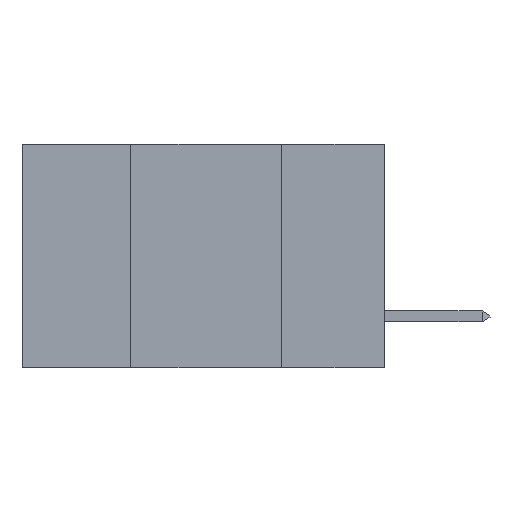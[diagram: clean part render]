
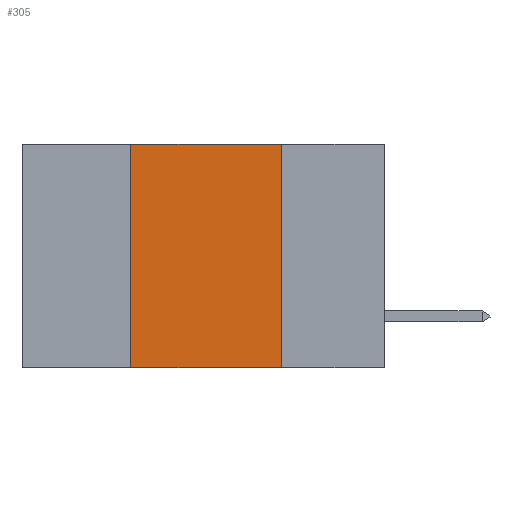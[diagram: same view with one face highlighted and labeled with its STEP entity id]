
A CAD part, left-side view. The second image highlights one B-rep face of the part: STEP entity #305.
In plain terms, the highlighted planar face has unit normal (-1, 0, 0).
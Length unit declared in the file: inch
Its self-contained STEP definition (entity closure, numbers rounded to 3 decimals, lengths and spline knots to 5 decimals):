
#305 = ADVANCED_FACE ( 'NONE', ( #20661 ), #30676, .F. ) ;
#1259 = DIRECTION ( 'NONE',  ( 0., 0., -1. ) ) ;
#3014 = CARTESIAN_POINT ( 'NONE',  ( 0., 0.6, 0. ) ) ;
#5171 = ORIENTED_EDGE ( 'NONE', *, *, #6850, .F. ) ;
#5287 = LINE ( 'NONE', #18695, #36529 ) ;
#6782 = CARTESIAN_POINT ( 'NONE',  ( 0., 0.17, -0.37 ) ) ;
#6850 = EDGE_CURVE ( 'NONE', #34172, #32404, #7440, .T. ) ;
#7322 = DIRECTION ( 'NONE',  ( 0., 0., 1. ) ) ;
#7440 = LINE ( 'NONE', #3014, #38588 ) ;
#8807 = LINE ( 'NONE', #22593, #15962 ) ;
#10714 = EDGE_LOOP ( 'NONE', ( #21706, #5171, #26423, #30241 ) ) ;
#12111 = DIRECTION ( 'NONE',  ( 1., 0., 0. ) ) ;
#12769 = DIRECTION ( 'NONE',  ( 0., -1., 0. ) ) ;
#13263 = CARTESIAN_POINT ( 'NONE',  ( 0., 0.17, 0. ) ) ;
#15962 = VECTOR ( 'NONE', #7322, 39.37008 ) ;
#17263 = AXIS2_PLACEMENT_3D ( 'NONE', #19716, #12111, #1259 ) ;
#18035 = DIRECTION ( 'NONE',  ( 0., 0., -1. ) ) ;
#18695 = CARTESIAN_POINT ( 'NONE',  ( 0., 0.6, -0.37 ) ) ;
#19716 = CARTESIAN_POINT ( 'NONE',  ( 0., 0.6, 0. ) ) ;
#20661 = FACE_OUTER_BOUND ( 'NONE', #10714, .T. ) ;
#21706 = ORIENTED_EDGE ( 'NONE', *, *, #38513, .F. ) ;
#21930 = CARTESIAN_POINT ( 'NONE',  ( 0., 0.42, -0.37 ) ) ;
#22593 = CARTESIAN_POINT ( 'NONE',  ( 0., 0.42, 0. ) ) ;
#23904 = EDGE_CURVE ( 'NONE', #28977, #34172, #8807, .T. ) ;
#23971 = CARTESIAN_POINT ( 'NONE',  ( 0., 0.17, 0. ) ) ;
#26423 = ORIENTED_EDGE ( 'NONE', *, *, #23904, .F. ) ;
#26703 = EDGE_CURVE ( 'NONE', #28977, #31735, #5287, .T. ) ;
#26804 = LINE ( 'NONE', #23971, #32927 ) ;
#28977 = VERTEX_POINT ( 'NONE', #21930 ) ;
#30241 = ORIENTED_EDGE ( 'NONE', *, *, #26703, .T. ) ;
#30676 = PLANE ( 'NONE',  #17263 ) ;
#31735 = VERTEX_POINT ( 'NONE', #6782 ) ;
#32404 = VERTEX_POINT ( 'NONE', #13263 ) ;
#32841 = CARTESIAN_POINT ( 'NONE',  ( 0., 0.42, 0. ) ) ;
#32927 = VECTOR ( 'NONE', #18035, 39.37008 ) ;
#33406 = DIRECTION ( 'NONE',  ( 0., -1., 0. ) ) ;
#34172 = VERTEX_POINT ( 'NONE', #32841 ) ;
#36529 = VECTOR ( 'NONE', #12769, 39.37008 ) ;
#38513 = EDGE_CURVE ( 'NONE', #32404, #31735, #26804, .T. ) ;
#38588 = VECTOR ( 'NONE', #33406, 39.37008 ) ;
